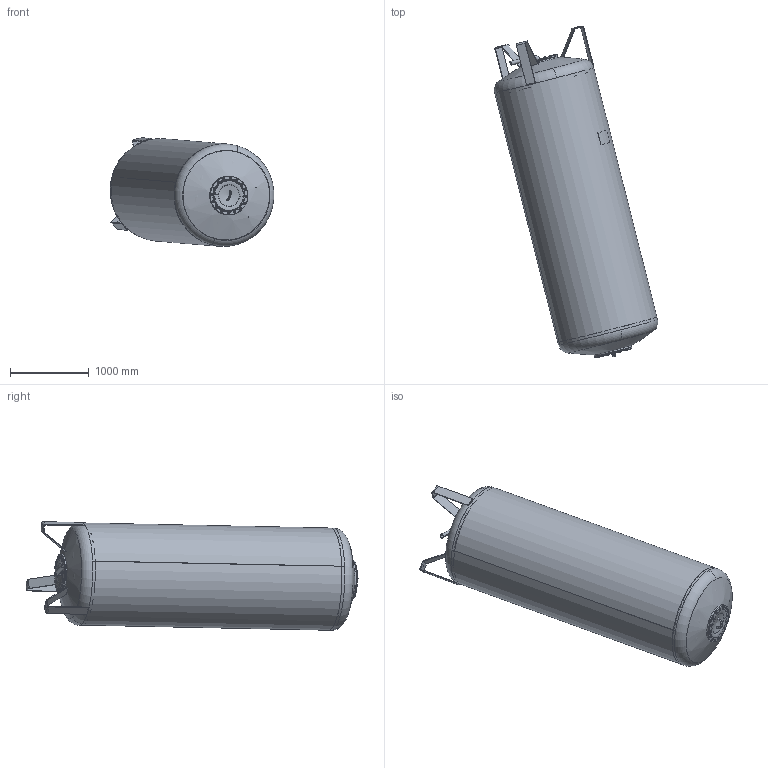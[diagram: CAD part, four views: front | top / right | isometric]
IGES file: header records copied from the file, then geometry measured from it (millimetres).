
Global section: file name: No Iges File Name specified; native system: Autodesk Inventor 2009; preprocessor: AutoDesk Inventor Iges Exporter R2009; author: CADJOBServer; date: 20100129.145830; units: millimetre
Bounding box: 2073.74 x 4208.25 x 1376.29 mm (x, y, z)
Volume: 144648193.2 mm3; surface area: 54319149 mm2
Topology: 41 solids, 41 shells, 1938 faces, 4809 edges, 3112 vertices
Faces by surface type: plane 703, bspline 372, cone 298, revolution 240, cylinder 237, torus 82, sphere 6
